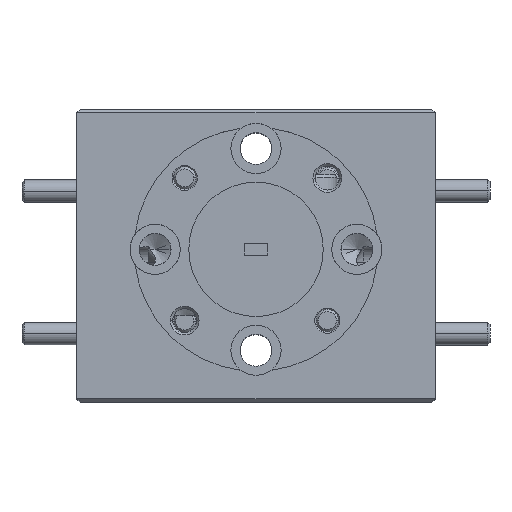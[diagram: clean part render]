
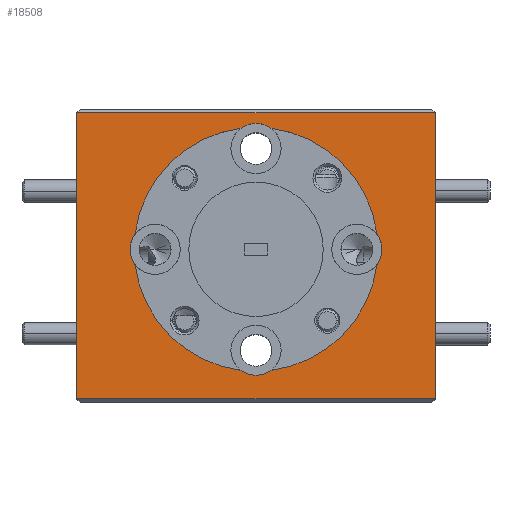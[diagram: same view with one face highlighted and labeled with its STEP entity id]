
A CAD part, top view. The second image highlights one B-rep face of the part: STEP entity #18508.
In plain terms, the highlighted planar face has unit normal (0, 0, 1).
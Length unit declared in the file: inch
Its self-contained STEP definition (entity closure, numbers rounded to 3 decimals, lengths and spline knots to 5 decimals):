
#139 = CARTESIAN_POINT ( 'NONE',  ( 0.60612, 0.1696, 1.36967 ) ) ;
#390 = EDGE_CURVE ( 'NONE', #14297, #16500, #19660, .T. ) ;
#576 = ORIENTED_EDGE ( 'NONE', *, *, #17445, .T. ) ;
#600 = VERTEX_POINT ( 'NONE', #6494 ) ;
#726 = DIRECTION ( 'NONE',  ( 0., 0., 1. ) ) ;
#936 = AXIS2_PLACEMENT_3D ( 'NONE', #3519, #9299, #2110 ) ;
#1244 = VERTEX_POINT ( 'NONE', #14339 ) ;
#1307 = EDGE_CURVE ( 'NONE', #2007, #8017, #4082, .T. ) ;
#1308 = CIRCLE ( 'NONE', #7988, 0.07 ) ;
#1441 = CARTESIAN_POINT ( 'NONE',  ( 0.10612, 0.87711, 1.36967 ) ) ;
#1509 = CARTESIAN_POINT ( 'NONE',  ( 0.10612, 0.31461, 1.36967 ) ) ;
#1548 = PLANE ( 'NONE',  #18174 ) ;
#1716 = CARTESIAN_POINT ( 'NONE',  ( -0.39388, 0.1696, 1.36967 ) ) ;
#1798 = DIRECTION ( 'NONE',  ( 0., 0., 1. ) ) ;
#1805 = EDGE_CURVE ( 'NONE', #16269, #8208, #12382, .T. ) ;
#1894 = AXIS2_PLACEMENT_3D ( 'NONE', #13987, #16994, #4518 ) ;
#1923 = DIRECTION ( 'NONE',  ( 0., 0., 1. ) ) ;
#2007 = VERTEX_POINT ( 'NONE', #10388 ) ;
#2036 = EDGE_CURVE ( 'NONE', #8208, #12461, #18763, .T. ) ;
#2064 = CARTESIAN_POINT ( 'NONE',  ( 0.60612, 0.9766, 1.36967 ) ) ;
#2110 = DIRECTION ( 'NONE',  ( 1., 0., 0. ) ) ;
#2208 = CARTESIAN_POINT ( 'NONE',  ( 0.10612, 0.59586, 1.36967 ) ) ;
#2296 = DIRECTION ( 'NONE',  ( 1., 0., 0. ) ) ;
#2953 = CARTESIAN_POINT ( 'NONE',  ( 0.10612, 0.59586, 1.36967 ) ) ;
#3374 = ORIENTED_EDGE ( 'NONE', *, *, #10137, .F. ) ;
#3392 = ORIENTED_EDGE ( 'NONE', *, *, #16513, .T. ) ;
#3408 = DIRECTION ( 'NONE',  ( 0., 0., 1. ) ) ;
#3422 = LINE ( 'NONE', #12789, #18856 ) ;
#3499 = AXIS2_PLACEMENT_3D ( 'NONE', #11276, #3408, #2296 ) ;
#3519 = CARTESIAN_POINT ( 'NONE',  ( 0.10612, 0.59586, 1.36967 ) ) ;
#3680 = EDGE_CURVE ( 'NONE', #16500, #14944, #14004, .T. ) ;
#4082 = CIRCLE ( 'NONE', #6331, 0.34 ) ;
#4159 = DIRECTION ( 'NONE',  ( 0., 0., 1. ) ) ;
#4277 = DIRECTION ( 'NONE',  ( 0., 0., 1. ) ) ;
#4514 = DIRECTION ( 'NONE',  ( 0., 1., 0. ) ) ;
#4518 = DIRECTION ( 'NONE',  ( 1., 0., 0. ) ) ;
#4827 = CIRCLE ( 'NONE', #7378, 0.07 ) ;
#5057 = ORIENTED_EDGE ( 'NONE', *, *, #18793, .F. ) ;
#5449 = ORIENTED_EDGE ( 'NONE', *, *, #2036, .F. ) ;
#5709 = CARTESIAN_POINT ( 'NONE',  ( 0.06435, 0.25843, 1.36967 ) ) ;
#5826 = VERTEX_POINT ( 'NONE', #7159 ) ;
#5961 = ORIENTED_EDGE ( 'NONE', *, *, #17408, .F. ) ;
#6236 = CARTESIAN_POINT ( 'NONE',  ( -0.39388, 0.1696, 1.36967 ) ) ;
#6310 = LINE ( 'NONE', #1716, #8597 ) ;
#6331 = AXIS2_PLACEMENT_3D ( 'NONE', #2953, #4159, #11729 ) ;
#6463 = CARTESIAN_POINT ( 'NONE',  ( -0.23131, 0.63762, 1.36967 ) ) ;
#6494 = CARTESIAN_POINT ( 'NONE',  ( -0.39388, 0.9766, 1.36967 ) ) ;
#6561 = LINE ( 'NONE', #2064, #17717 ) ;
#6610 = DIRECTION ( 'NONE',  ( 1., 0., 0. ) ) ;
#6713 = DIRECTION ( 'NONE',  ( 1., 0., 0. ) ) ;
#6834 = AXIS2_PLACEMENT_3D ( 'NONE', #13462, #4277, #11756 ) ;
#6857 = EDGE_LOOP ( 'NONE', ( #13747, #15542, #3374, #5449, #19622, #10776, #7711, #9671, #5961, #5057 ) ) ;
#7159 = CARTESIAN_POINT ( 'NONE',  ( 0.60612, 0.9766, 1.36967 ) ) ;
#7278 = VERTEX_POINT ( 'NONE', #12675 ) ;
#7378 = AXIS2_PLACEMENT_3D ( 'NONE', #1441, #18295, #16603 ) ;
#7467 = CARTESIAN_POINT ( 'NONE',  ( 0.45737, 0.59586, 1.36967 ) ) ;
#7534 = LINE ( 'NONE', #139, #12913 ) ;
#7711 = ORIENTED_EDGE ( 'NONE', *, *, #3680, .F. ) ;
#7848 = VERTEX_POINT ( 'NONE', #16241 ) ;
#7988 = AXIS2_PLACEMENT_3D ( 'NONE', #9068, #14776, #16453 ) ;
#8017 = VERTEX_POINT ( 'NONE', #6463 ) ;
#8196 = CARTESIAN_POINT ( 'NONE',  ( 0.38737, 0.59586, 1.36967 ) ) ;
#8208 = VERTEX_POINT ( 'NONE', #16210 ) ;
#8563 = AXIS2_PLACEMENT_3D ( 'NONE', #8196, #1923, #15982 ) ;
#8597 = VECTOR ( 'NONE', #4514, 39.37008 ) ;
#8665 = VERTEX_POINT ( 'NONE', #13935 ) ;
#9045 = EDGE_CURVE ( 'NONE', #1244, #600, #6310, .T. ) ;
#9068 = CARTESIAN_POINT ( 'NONE',  ( -0.17513, 0.59586, 1.36967 ) ) ;
#9106 = EDGE_CURVE ( 'NONE', #14944, #16269, #16556, .T. ) ;
#9299 = DIRECTION ( 'NONE',  ( 0., 0., 1. ) ) ;
#9671 = ORIENTED_EDGE ( 'NONE', *, *, #390, .F. ) ;
#10052 = ORIENTED_EDGE ( 'NONE', *, *, #16144, .T. ) ;
#10137 = EDGE_CURVE ( 'NONE', #12461, #2007, #4827, .T. ) ;
#10388 = CARTESIAN_POINT ( 'NONE',  ( 0.06435, 0.93328, 1.36967 ) ) ;
#10515 = FACE_OUTER_BOUND ( 'NONE', #18998, .T. ) ;
#10776 = ORIENTED_EDGE ( 'NONE', *, *, #9106, .F. ) ;
#11276 = CARTESIAN_POINT ( 'NONE',  ( 0.38737, 0.59586, 1.36967 ) ) ;
#11729 = DIRECTION ( 'NONE',  ( 1., 0., 0. ) ) ;
#11756 = DIRECTION ( 'NONE',  ( 1., 0., 0. ) ) ;
#11881 = CARTESIAN_POINT ( 'NONE',  ( 0.14788, 0.93328, 1.36967 ) ) ;
#12382 = CIRCLE ( 'NONE', #8563, 0.07 ) ;
#12461 = VERTEX_POINT ( 'NONE', #11881 ) ;
#12675 = CARTESIAN_POINT ( 'NONE',  ( -0.23131, 0.55409, 1.36967 ) ) ;
#12789 = CARTESIAN_POINT ( 'NONE',  ( -0.39388, 0.1796, 1.36967 ) ) ;
#12913 = VECTOR ( 'NONE', #16924, 39.37008 ) ;
#13462 = CARTESIAN_POINT ( 'NONE',  ( -0.17513, 0.59586, 1.36967 ) ) ;
#13747 = ORIENTED_EDGE ( 'NONE', *, *, #15683, .F. ) ;
#13908 = DIRECTION ( 'NONE',  ( 1., 0., 0. ) ) ;
#13935 = CARTESIAN_POINT ( 'NONE',  ( 0.60612, 0.1796, 1.36967 ) ) ;
#13987 = CARTESIAN_POINT ( 'NONE',  ( 0.10612, 0.59586, 1.36967 ) ) ;
#14004 = CIRCLE ( 'NONE', #936, 0.34 ) ;
#14297 = VERTEX_POINT ( 'NONE', #5709 ) ;
#14339 = CARTESIAN_POINT ( 'NONE',  ( -0.39388, 0.1796, 1.36967 ) ) ;
#14423 = CARTESIAN_POINT ( 'NONE',  ( 0.44354, 0.55409, 1.36967 ) ) ;
#14446 = CARTESIAN_POINT ( 'NONE',  ( 0.14788, 0.25843, 1.36967 ) ) ;
#14776 = DIRECTION ( 'NONE',  ( 0., 0., 1. ) ) ;
#14944 = VERTEX_POINT ( 'NONE', #14423 ) ;
#15107 = DIRECTION ( 'NONE',  ( 0., 0., 1. ) ) ;
#15190 = AXIS2_PLACEMENT_3D ( 'NONE', #1509, #1798, #15462 ) ;
#15445 = CIRCLE ( 'NONE', #6834, 0.07 ) ;
#15462 = DIRECTION ( 'NONE',  ( 1., 0., 0. ) ) ;
#15542 = ORIENTED_EDGE ( 'NONE', *, *, #1307, .F. ) ;
#15683 = EDGE_CURVE ( 'NONE', #8017, #7848, #15445, .T. ) ;
#15982 = DIRECTION ( 'NONE',  ( 1., 0., 0. ) ) ;
#16144 = EDGE_CURVE ( 'NONE', #8665, #5826, #7534, .T. ) ;
#16210 = CARTESIAN_POINT ( 'NONE',  ( 0.44354, 0.63762, 1.36967 ) ) ;
#16241 = CARTESIAN_POINT ( 'NONE',  ( -0.24513, 0.59586, 1.36967 ) ) ;
#16269 = VERTEX_POINT ( 'NONE', #7467 ) ;
#16301 = AXIS2_PLACEMENT_3D ( 'NONE', #2208, #726, #6713 ) ;
#16453 = DIRECTION ( 'NONE',  ( 1., 0., 0. ) ) ;
#16500 = VERTEX_POINT ( 'NONE', #14446 ) ;
#16513 = EDGE_CURVE ( 'NONE', #5826, #600, #6561, .T. ) ;
#16552 = ORIENTED_EDGE ( 'NONE', *, *, #9045, .F. ) ;
#16556 = CIRCLE ( 'NONE', #3499, 0.07 ) ;
#16603 = DIRECTION ( 'NONE',  ( 1., 0., 0. ) ) ;
#16611 = FACE_BOUND ( 'NONE', #6857, .T. ) ;
#16924 = DIRECTION ( 'NONE',  ( 0., 1., 0. ) ) ;
#16994 = DIRECTION ( 'NONE',  ( 0., 0., 1. ) ) ;
#17408 = EDGE_CURVE ( 'NONE', #7278, #14297, #17908, .T. ) ;
#17445 = EDGE_CURVE ( 'NONE', #1244, #8665, #3422, .T. ) ;
#17717 = VECTOR ( 'NONE', #19017, 39.37008 ) ;
#17908 = CIRCLE ( 'NONE', #16301, 0.34 ) ;
#18174 = AXIS2_PLACEMENT_3D ( 'NONE', #6236, #15107, #13908 ) ;
#18295 = DIRECTION ( 'NONE',  ( 0., 0., 1. ) ) ;
#18508 = ADVANCED_FACE ( 'NONE', ( #10515, #16611 ), #1548, .T. ) ;
#18763 = CIRCLE ( 'NONE', #1894, 0.34 ) ;
#18793 = EDGE_CURVE ( 'NONE', #7848, #7278, #1308, .T. ) ;
#18856 = VECTOR ( 'NONE', #6610, 39.37008 ) ;
#18998 = EDGE_LOOP ( 'NONE', ( #3392, #16552, #576, #10052 ) ) ;
#19017 = DIRECTION ( 'NONE',  ( -1., 0., 0. ) ) ;
#19622 = ORIENTED_EDGE ( 'NONE', *, *, #1805, .F. ) ;
#19660 = CIRCLE ( 'NONE', #15190, 0.07 ) ;
